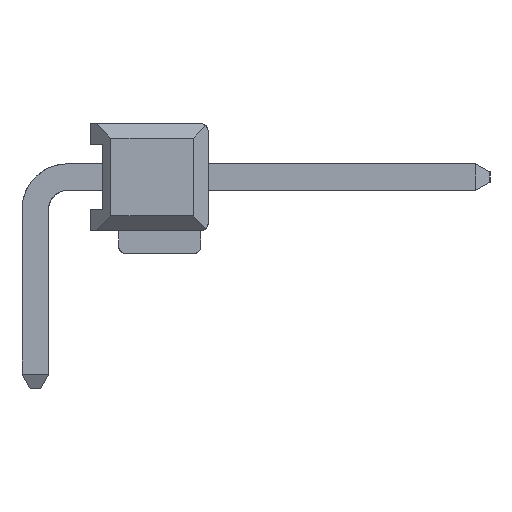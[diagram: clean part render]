
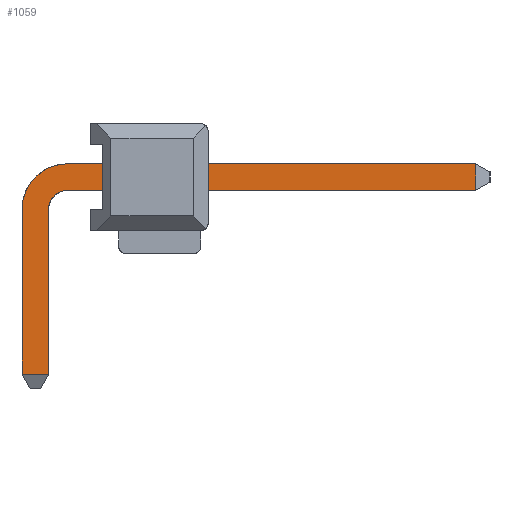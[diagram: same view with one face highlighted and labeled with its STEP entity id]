
A CAD part, left-side view. The second image highlights one B-rep face of the part: STEP entity #1059.
In plain terms, the highlighted planar face has unit normal (-1, -0.003, 0).
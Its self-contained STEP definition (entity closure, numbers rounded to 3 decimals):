
#1059=ADVANCED_FACE('',(#1644),#20072,.T.);
#1644=FACE_OUTER_BOUND('',#2253,.T.);
#2253=EDGE_LOOP('',(#5045,#5046,#5047,#5048));
#5045=ORIENTED_EDGE('',*,*,#14450,.T.);
#5046=ORIENTED_EDGE('',*,*,#14451,.T.);
#5047=ORIENTED_EDGE('',*,*,#14452,.T.);
#5048=ORIENTED_EDGE('',*,*,#14453,.T.);
#5643=(
BOUNDED_CURVE()
B_SPLINE_CURVE(2,(#34377,#34378,#34379),.UNSPECIFIED.,.F.,.F.)
B_SPLINE_CURVE_WITH_KNOTS((3,3),(-31.5,-30.87),
 .UNSPECIFIED.)
CURVE()
GEOMETRIC_REPRESENTATION_ITEM()
RATIONAL_B_SPLINE_CURVE((1.,1.,1.))
REPRESENTATION_ITEM('')
);
#5644=(
BOUNDED_CURVE()
B_SPLINE_CURVE(2,(#34380,#34381,#34382),.UNSPECIFIED.,.F.,.F.)
B_SPLINE_CURVE_WITH_KNOTS((3,3),(-31.5,-30.87),
 .UNSPECIFIED.)
CURVE()
GEOMETRIC_REPRESENTATION_ITEM()
RATIONAL_B_SPLINE_CURVE((1.,1.,1.))
REPRESENTATION_ITEM('')
);
#5645=(
BOUNDED_CURVE()
B_SPLINE_CURVE(2,(#34383,#34384,#34385,#34386,#34387,#34388,#34389),
 .UNSPECIFIED.,.F.,.F.)
B_SPLINE_CURVE_WITH_KNOTS((3,2,2,3),(-30.87,-23.432,
-21.728,-18.725),.UNSPECIFIED.)
CURVE()
GEOMETRIC_REPRESENTATION_ITEM()
RATIONAL_B_SPLINE_CURVE((1.,1.,1.,0.707,1.,1.,1.))
REPRESENTATION_ITEM('')
);
#5646=(
BOUNDED_CURVE()
B_SPLINE_CURVE(2,(#34390,#34391,#34392,#34393,#34394,#34395,#34396),
 .UNSPECIFIED.,.F.,.F.)
B_SPLINE_CURVE_WITH_KNOTS((3,2,2,3),(-30.87,-23.432,
-21.728,-18.725),.UNSPECIFIED.)
CURVE()
GEOMETRIC_REPRESENTATION_ITEM()
RATIONAL_B_SPLINE_CURVE((1.,1.,1.,0.707,1.,1.,1.))
REPRESENTATION_ITEM('')
);
#5647=(
BOUNDED_CURVE()
B_SPLINE_CURVE(2,(#34397,#34398,#34399),.UNSPECIFIED.,.F.,.F.)
B_SPLINE_CURVE_WITH_KNOTS((3,3),(-18.725,-18.095),
 .UNSPECIFIED.)
CURVE()
GEOMETRIC_REPRESENTATION_ITEM()
RATIONAL_B_SPLINE_CURVE((1.,1.,1.))
REPRESENTATION_ITEM('')
);
#5648=(
BOUNDED_CURVE()
B_SPLINE_CURVE(2,(#34400,#34401,#34402),.UNSPECIFIED.,.F.,.F.)
B_SPLINE_CURVE_WITH_KNOTS((3,3),(-18.725,-18.095),
 .UNSPECIFIED.)
CURVE()
GEOMETRIC_REPRESENTATION_ITEM()
RATIONAL_B_SPLINE_CURVE((1.,1.,1.))
REPRESENTATION_ITEM('')
);
#5649=(
BOUNDED_CURVE()
B_SPLINE_CURVE(2,(#34403,#34404,#34405,#34406,#34407,#34408,#34409),
 .UNSPECIFIED.,.F.,.F.)
B_SPLINE_CURVE_WITH_KNOTS((3,2,2,3),(-18.095,-15.093,
-14.378,-6.94),.UNSPECIFIED.)
CURVE()
GEOMETRIC_REPRESENTATION_ITEM()
RATIONAL_B_SPLINE_CURVE((1.,1.,1.,0.707,1.,1.,1.))
REPRESENTATION_ITEM('')
);
#5650=(
BOUNDED_CURVE()
B_SPLINE_CURVE(2,(#34410,#34411,#34412,#34413,#34414,#34415,#34416),
 .UNSPECIFIED.,.F.,.F.)
B_SPLINE_CURVE_WITH_KNOTS((3,2,2,3),(-18.095,-15.093,
-14.378,-6.94),.UNSPECIFIED.)
CURVE()
GEOMETRIC_REPRESENTATION_ITEM()
RATIONAL_B_SPLINE_CURVE((1.,1.,1.,0.707,1.,1.,1.))
REPRESENTATION_ITEM('')
);
#8433=PCURVE('',#20072,#11371);
#8434=PCURVE('',#20072,#11372);
#8435=PCURVE('',#20072,#11373);
#8436=PCURVE('',#20072,#11374);
#11371=DEFINITIONAL_REPRESENTATION('',(#5644),#35287);
#11372=DEFINITIONAL_REPRESENTATION('',(#5646),#35287);
#11373=DEFINITIONAL_REPRESENTATION('',(#5648),#35287);
#11374=DEFINITIONAL_REPRESENTATION('',(#5650),#35287);
#12953=SURFACE_CURVE('',#5643,(#8433),.PCURVE_S1.);
#12954=SURFACE_CURVE('',#5645,(#8434),.PCURVE_S1.);
#12955=SURFACE_CURVE('',#5647,(#8435),.PCURVE_S1.);
#12956=SURFACE_CURVE('',#5649,(#8436),.PCURVE_S1.);
#14450=EDGE_CURVE('',#19447,#19450,#12953,.T.);
#14451=EDGE_CURVE('',#19450,#19449,#12954,.T.);
#14452=EDGE_CURVE('',#19449,#19448,#12955,.T.);
#14453=EDGE_CURVE('',#19448,#19447,#12956,.T.);
#19447=VERTEX_POINT('',#34373);
#19448=VERTEX_POINT('',#34374);
#19449=VERTEX_POINT('',#34375);
#19450=VERTEX_POINT('',#34376);
#20072=PLANE('',#20599);
#20599=AXIS2_PLACEMENT_3D('',#34372,#21111,$);
#21111=DIRECTION('',(-1.,-0.003,0.));
#34372=CARTESIAN_POINT('',(-0.316,0.422,-2.91));
#34373=CARTESIAN_POINT('',(-0.288,-10.456,1.505));
#34374=CARTESIAN_POINT('',(-0.315,-0.316,-2.86));
#34375=CARTESIAN_POINT('',(-0.316,0.314,-2.86));
#34376=CARTESIAN_POINT('',(-0.288,-10.456,2.135));
#34377=CARTESIAN_POINT('',(-0.288,-10.456,1.505));
#34378=CARTESIAN_POINT('',(-0.288,-10.456,1.82));
#34379=CARTESIAN_POINT('',(-0.288,-10.456,2.135));
#34380=CARTESIAN_POINT('',(0.,0.));
#34381=CARTESIAN_POINT('',(0.,0.315));
#34382=CARTESIAN_POINT('',(0.,0.63));
#34383=CARTESIAN_POINT('',(-0.288,-10.456,2.135));
#34384=CARTESIAN_POINT('',(-0.3,-5.614,2.135));
#34385=CARTESIAN_POINT('',(-0.313,-0.771,2.135));
#34386=CARTESIAN_POINT('',(-0.316,0.314,2.135));
#34387=CARTESIAN_POINT('',(-0.316,0.314,1.05));
#34388=CARTESIAN_POINT('',(-0.316,0.314,-0.905));
#34389=CARTESIAN_POINT('',(-0.316,0.314,-2.86));
#34390=CARTESIAN_POINT('',(0.,0.63));
#34391=CARTESIAN_POINT('',(-4.843,0.63));
#34392=CARTESIAN_POINT('',(-9.686,0.63));
#34393=CARTESIAN_POINT('',(-10.771,0.63));
#34394=CARTESIAN_POINT('',(-10.771,-0.455));
#34395=CARTESIAN_POINT('',(-10.771,-2.41));
#34396=CARTESIAN_POINT('',(-10.771,-4.365));
#34397=CARTESIAN_POINT('',(-0.316,0.314,-2.86));
#34398=CARTESIAN_POINT('',(-0.315,-0.001,-2.86));
#34399=CARTESIAN_POINT('',(-0.315,-0.316,-2.86));
#34400=CARTESIAN_POINT('',(-10.771,-4.365));
#34401=CARTESIAN_POINT('',(-10.456,-4.365));
#34402=CARTESIAN_POINT('',(-10.141,-4.365));
#34403=CARTESIAN_POINT('',(-0.315,-0.316,-2.86));
#34404=CARTESIAN_POINT('',(-0.314,-0.316,-0.905));
#34405=CARTESIAN_POINT('',(-0.314,-0.316,1.05));
#34406=CARTESIAN_POINT('',(-0.314,-0.316,1.505));
#34407=CARTESIAN_POINT('',(-0.313,-0.771,1.505));
#34408=CARTESIAN_POINT('',(-0.3,-5.614,1.505));
#34409=CARTESIAN_POINT('',(-0.288,-10.456,1.505));
#34410=CARTESIAN_POINT('',(-10.141,-4.365));
#34411=CARTESIAN_POINT('',(-10.141,-2.41));
#34412=CARTESIAN_POINT('',(-10.141,-0.455));
#34413=CARTESIAN_POINT('',(-10.141,0.));
#34414=CARTESIAN_POINT('',(-9.686,0.));
#34415=CARTESIAN_POINT('',(-4.843,0.));
#34416=CARTESIAN_POINT('',(0.,0.));
#35287=(
GEOMETRIC_REPRESENTATION_CONTEXT(2)
PARAMETRIC_REPRESENTATION_CONTEXT()
REPRESENTATION_CONTEXT('pspace','')
);
